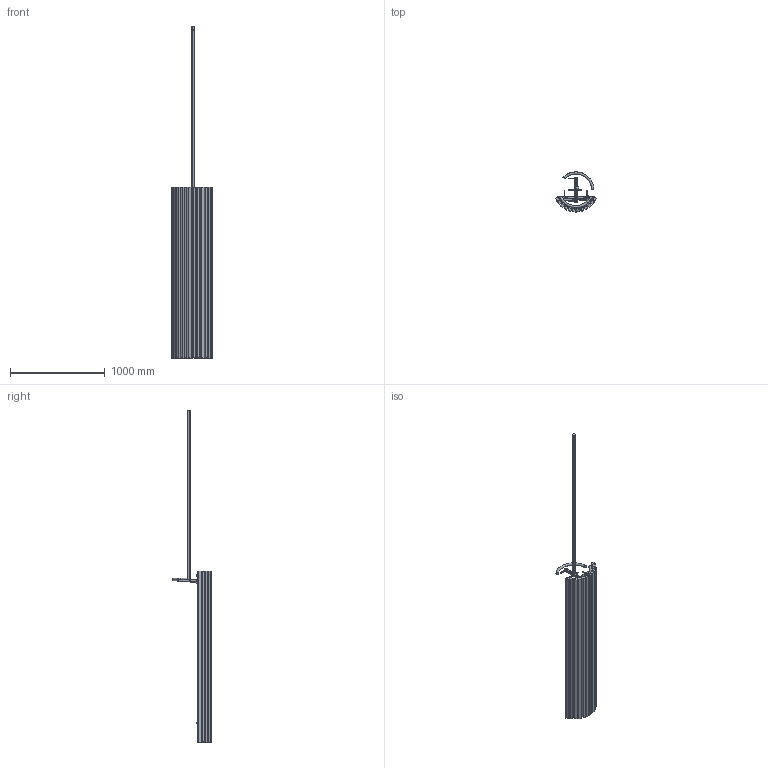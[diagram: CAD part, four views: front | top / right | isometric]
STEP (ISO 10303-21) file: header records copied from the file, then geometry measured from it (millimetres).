
FILE_DESCRIPTION( ( 'Unknown' ), '1' );
FILE_NAME( 'CARRERA P.stp', 'Unknown', ( 'Unknown' ), ( 'Unknown' ), 'PSStep 10.1', 'Unknown', ' ' );
FILE_SCHEMA( ( 'AUTOMOTIVE_DESIGN { 1 0 10303 214 1 1 1 1 }' ) );
Length unit declared in the file: millimetre
Products named in the file (22): Assem1; mocowanie; profil mocowania 01; bolec mocowania; wkrêt konsoli; ko³ek rozporowy; ko³nierz ustalaj¹cy fi410 na fi350; ko³nierz ustalaj¹cy fi410 na fi350-oa0; rura pionowa; rura pionowa-oa1; rura pionowa-oa2; rura pionowa-oa3; rura pionowa-oa4; rura pionowa-oa5; rura pionowa-oa6; rura pionowa-oa7; rura pionowa-oa8; rura pionowa-oa9; rura pionowa-oa10; rura pionowa-oa11; ³acznik rur zasilanie; polaczenie górne i dolne
Bounding box: 427.65 x 421.23 x 3500 mm (x, y, z)
Volume: 10310469 mm3; surface area: 10178321.5 mm2
Topology: 55 solids, 57 shells, 1513 faces, 3846 edges, 2277 vertices
Faces by surface type: plane 625, cylinder 582, sphere 192, torus 67, cone 43, extrusion 4
Full cylindrical faces by diameter (mm): 4.5 x7, 4.807 x7, 5 x7, 7 x9, 8 x17, 11 x30, 11.5 x24, 12 x20, 20 x9
Entity records: 24368 total; most frequent: CARTESIAN_POINT 4244, DIRECTION 3190, ORIENTED_EDGE 2850, EDGE_CURVE 1425, AXIS2_PLACEMENT_3D 1181, VERTEX_POINT 900, VECTOR 828, LINE 826
